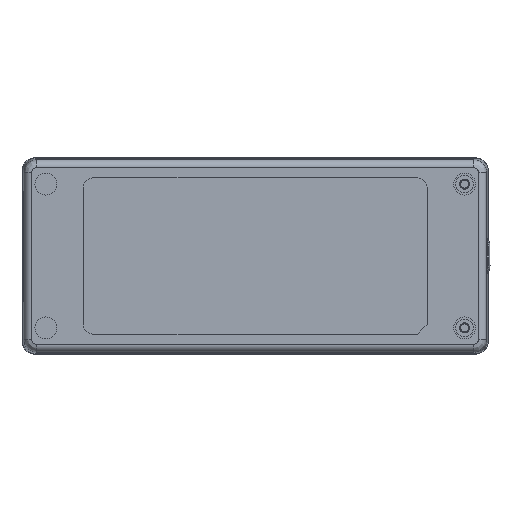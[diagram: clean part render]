
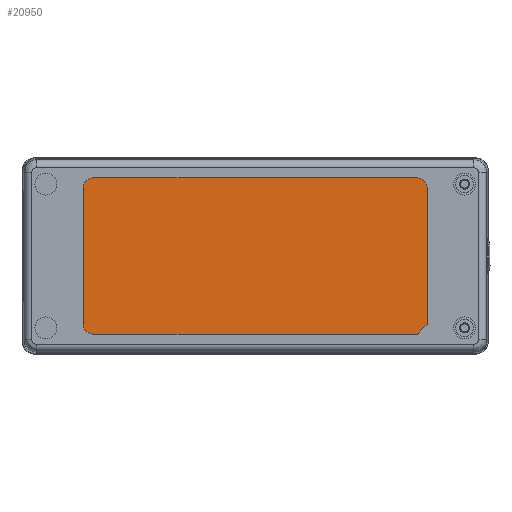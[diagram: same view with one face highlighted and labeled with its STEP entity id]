
A CAD part, front view. The second image highlights one B-rep face of the part: STEP entity #20950.
In plain terms, the highlighted planar face has unit normal (0, -1, 0).
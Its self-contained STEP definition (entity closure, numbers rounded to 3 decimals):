
#10064=DIRECTION('',(-0.707,0.,-0.707));
#10065=VECTOR('',#10064,4.243);
#10066=CARTESIAN_POINT('',(55.,0.4,-22.));
#10067=LINE('',#10066,#10065);
#10068=DIRECTION('',(-1.,0.,0.));
#10069=VECTOR('',#10068,104.);
#10070=CARTESIAN_POINT('',(52.,0.4,-25.));
#10071=LINE('',#10070,#10069);
#10072=CARTESIAN_POINT('',(-52.,0.4,-22.));
#10073=DIRECTION('',(0.,1.,0.));
#10074=DIRECTION('',(0.,0.,-1.));
#10075=AXIS2_PLACEMENT_3D('',#10072,#10073,#10074);
#10077=DIRECTION('',(0.,0.,1.));
#10078=VECTOR('',#10077,44.);
#10079=CARTESIAN_POINT('',(-55.,0.4,-22.));
#10080=LINE('',#10079,#10078);
#10081=CARTESIAN_POINT('',(-52.,0.4,22.));
#10082=DIRECTION('',(0.,1.,0.));
#10083=DIRECTION('',(-1.,0.,0.));
#10084=AXIS2_PLACEMENT_3D('',#10081,#10082,#10083);
#10086=DIRECTION('',(1.,0.,0.));
#10087=VECTOR('',#10086,104.);
#10088=CARTESIAN_POINT('',(-52.,0.4,25.));
#10089=LINE('',#10088,#10087);
#10090=CARTESIAN_POINT('',(52.,0.4,22.));
#10091=DIRECTION('',(0.,1.,0.));
#10092=DIRECTION('',(0.,0.,1.));
#10093=AXIS2_PLACEMENT_3D('',#10090,#10091,#10092);
#10095=DIRECTION('',(0.,0.,-1.));
#10096=VECTOR('',#10095,44.);
#10097=CARTESIAN_POINT('',(55.,0.4,22.));
#10098=LINE('',#10097,#10096);
#11655=CARTESIAN_POINT('',(52.,0.4,-25.));
#11656=VERTEX_POINT('',#11655);
#11657=CARTESIAN_POINT('',(-52.,0.4,-25.));
#11658=VERTEX_POINT('',#11657);
#11659=CARTESIAN_POINT('',(55.,0.4,-22.));
#11660=VERTEX_POINT('',#11659);
#11661=CARTESIAN_POINT('',(-55.,0.4,-22.));
#11662=VERTEX_POINT('',#11661);
#11663=CARTESIAN_POINT('',(-55.,0.4,22.));
#11664=VERTEX_POINT('',#11663);
#11665=CARTESIAN_POINT('',(-52.,0.4,25.));
#11666=VERTEX_POINT('',#11665);
#11667=CARTESIAN_POINT('',(52.,0.4,25.));
#11668=VERTEX_POINT('',#11667);
#11669=CARTESIAN_POINT('',(55.,0.4,22.));
#11670=VERTEX_POINT('',#11669);
#20929=CARTESIAN_POINT('',(0.,0.4,0.));
#20930=DIRECTION('',(0.,-1.,0.));
#20931=DIRECTION('',(1.,0.,0.));
#20932=AXIS2_PLACEMENT_3D('',#20929,#20930,#20931);
#20933=PLANE('',#20932);
#20934=ORIENTED_EDGE('',*,*,#20920,.T.);
#20935=ORIENTED_EDGE('',*,*,#20910,.T.);
#20937=ORIENTED_EDGE('',*,*,#20936,.T.);
#20939=ORIENTED_EDGE('',*,*,#20938,.T.);
#20941=ORIENTED_EDGE('',*,*,#20940,.T.);
#20943=ORIENTED_EDGE('',*,*,#20942,.T.);
#20945=ORIENTED_EDGE('',*,*,#20944,.T.);
#20947=ORIENTED_EDGE('',*,*,#20946,.T.);
#20948=EDGE_LOOP('',(#20934,#20935,#20937,#20939,#20941,#20943,#20945,#20947));
#20949=FACE_OUTER_BOUND('',#20948,.F.);
#20950=ADVANCED_FACE('',(#20949),#20933,.T.);
#10076=CIRCLE('',#10075,3.);
#10085=CIRCLE('',#10084,3.);
#10094=CIRCLE('',#10093,3.);
#20910=EDGE_CURVE('',#11656,#11658,#10071,.T.);
#20920=EDGE_CURVE('',#11660,#11656,#10067,.T.);
#20936=EDGE_CURVE('',#11658,#11662,#10076,.T.);
#20938=EDGE_CURVE('',#11662,#11664,#10080,.T.);
#20940=EDGE_CURVE('',#11664,#11666,#10085,.T.);
#20942=EDGE_CURVE('',#11666,#11668,#10089,.T.);
#20944=EDGE_CURVE('',#11668,#11670,#10094,.T.);
#20946=EDGE_CURVE('',#11670,#11660,#10098,.T.);
